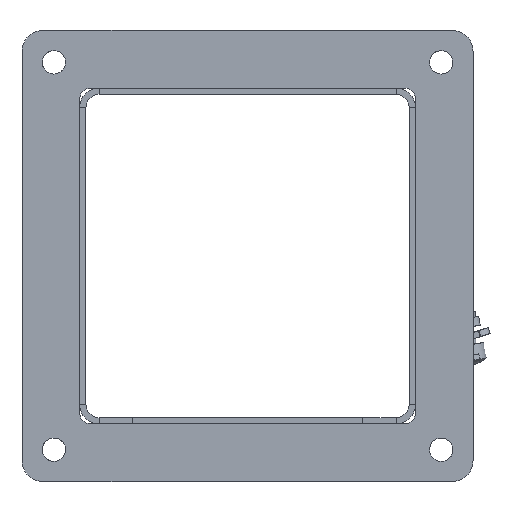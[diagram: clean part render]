
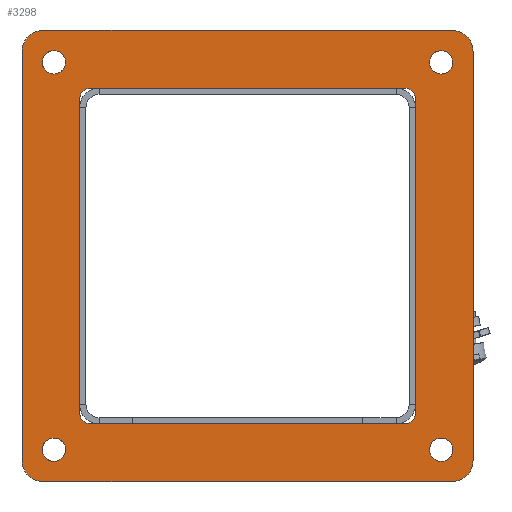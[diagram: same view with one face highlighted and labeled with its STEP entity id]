
A CAD part, front view. The second image highlights one B-rep face of the part: STEP entity #3298.
In plain terms, the highlighted face is planar.
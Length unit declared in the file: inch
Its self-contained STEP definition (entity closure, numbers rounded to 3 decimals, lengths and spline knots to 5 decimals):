
#176=FACE_BOUND($,#622,.T.);
#177=FACE_BOUND($,#623,.T.);
#178=FACE_BOUND($,#624,.T.);
#179=FACE_BOUND($,#625,.T.);
#180=FACE_BOUND($,#626,.T.);
#280=PLANE($,#3552);
#434=FACE_OUTER_BOUND($,#621,.T.);
#621=EDGE_LOOP($,(#2463,#2464,#2465,#2466,#2467,#2468,#2469,#2470));
#622=EDGE_LOOP($,(#2471,#2472,#2473,#2474,#2475,#2476,#2477,#2478));
#623=EDGE_LOOP($,(#2479));
#624=EDGE_LOOP($,(#2480));
#625=EDGE_LOOP($,(#2481));
#626=EDGE_LOOP($,(#2482));
#800=CIRCLE($,#3509,0.125);
#802=CIRCLE($,#3513,0.125);
#804=CIRCLE($,#3517,0.125);
#806=CIRCLE($,#3521,0.125);
#807=CIRCLE($,#3524,0.25);
#816=CIRCLE($,#3536,0.25);
#817=CIRCLE($,#3539,0.25);
#818=CIRCLE($,#3542,0.25);
#819=CIRCLE($,#3544,0.14063);
#820=CIRCLE($,#3546,0.14063);
#821=CIRCLE($,#3548,0.14063);
#822=CIRCLE($,#3550,0.14063);
#963=LINE($,#5002,#1273);
#966=LINE($,#5013,#1276);
#970=LINE($,#5025,#1280);
#973=LINE($,#5034,#1283);
#979=LINE($,#5050,#1289);
#985=LINE($,#5078,#1295);
#988=LINE($,#5086,#1298);
#990=LINE($,#5104,#1300);
#1273=VECTOR($,#3992,3.75);
#1276=VECTOR($,#4003,3.75);
#1280=VECTOR($,#4015,3.75);
#1283=VECTOR($,#4026,3.75);
#1289=VECTOR($,#4040,4.875);
#1295=VECTOR($,#4068,4.875);
#1298=VECTOR($,#4077,4.875);
#1300=VECTOR($,#4101,4.875);
#1561=VERTEX_POINT($,#4992);
#1562=VERTEX_POINT($,#4994);
#1564=VERTEX_POINT($,#5000);
#1567=VERTEX_POINT($,#5007);
#1568=VERTEX_POINT($,#5009);
#1571=VERTEX_POINT($,#5019);
#1572=VERTEX_POINT($,#5021);
#1574=VERTEX_POINT($,#5030);
#1575=VERTEX_POINT($,#5037);
#1576=VERTEX_POINT($,#5038);
#1580=VERTEX_POINT($,#5048);
#1590=VERTEX_POINT($,#5072);
#1591=VERTEX_POINT($,#5076);
#1592=VERTEX_POINT($,#5080);
#1593=VERTEX_POINT($,#5084);
#1594=VERTEX_POINT($,#5088);
#1595=VERTEX_POINT($,#5092);
#1596=VERTEX_POINT($,#5095);
#1597=VERTEX_POINT($,#5098);
#1598=VERTEX_POINT($,#5101);
#1871=EDGE_CURVE($,#1561,#1562,#800,.T.);
#1875=EDGE_CURVE($,#1561,#1564,#963,.T.);
#1878=EDGE_CURVE($,#1567,#1568,#802,.T.);
#1880=EDGE_CURVE($,#1567,#1562,#966,.T.);
#1884=EDGE_CURVE($,#1571,#1572,#804,.T.);
#1886=EDGE_CURVE($,#1571,#1568,#970,.T.);
#1890=EDGE_CURVE($,#1574,#1564,#806,.T.);
#1891=EDGE_CURVE($,#1574,#1572,#973,.T.);
#1893=EDGE_CURVE($,#1575,#1576,#807,.T.);
#1899=EDGE_CURVE($,#1580,#1575,#979,.T.);
#1910=EDGE_CURVE($,#1590,#1580,#816,.T.);
#1913=EDGE_CURVE($,#1591,#1590,#985,.T.);
#1914=EDGE_CURVE($,#1592,#1591,#817,.T.);
#1917=EDGE_CURVE($,#1593,#1592,#988,.T.);
#1918=EDGE_CURVE($,#1594,#1593,#818,.T.);
#1920=EDGE_CURVE($,#1595,#1595,#819,.T.);
#1921=EDGE_CURVE($,#1596,#1596,#820,.T.);
#1922=EDGE_CURVE($,#1597,#1597,#821,.T.);
#1923=EDGE_CURVE($,#1598,#1598,#822,.T.);
#1924=EDGE_CURVE($,#1576,#1594,#990,.T.);
#2463=ORIENTED_EDGE($,*,*,#1893,.F.);
#2464=ORIENTED_EDGE($,*,*,#1899,.F.);
#2465=ORIENTED_EDGE($,*,*,#1910,.F.);
#2466=ORIENTED_EDGE($,*,*,#1913,.F.);
#2467=ORIENTED_EDGE($,*,*,#1914,.F.);
#2468=ORIENTED_EDGE($,*,*,#1917,.F.);
#2469=ORIENTED_EDGE($,*,*,#1918,.F.);
#2470=ORIENTED_EDGE($,*,*,#1924,.F.);
#2471=ORIENTED_EDGE($,*,*,#1875,.T.);
#2472=ORIENTED_EDGE($,*,*,#1890,.F.);
#2473=ORIENTED_EDGE($,*,*,#1891,.T.);
#2474=ORIENTED_EDGE($,*,*,#1884,.F.);
#2475=ORIENTED_EDGE($,*,*,#1886,.T.);
#2476=ORIENTED_EDGE($,*,*,#1878,.F.);
#2477=ORIENTED_EDGE($,*,*,#1880,.T.);
#2478=ORIENTED_EDGE($,*,*,#1871,.F.);
#2479=ORIENTED_EDGE($,*,*,#1920,.T.);
#2480=ORIENTED_EDGE($,*,*,#1921,.T.);
#2481=ORIENTED_EDGE($,*,*,#1922,.T.);
#2482=ORIENTED_EDGE($,*,*,#1923,.T.);
#3298=ADVANCED_FACE($,(#434,#176,#177,#178,#179,#180),#280,.T.);
#3509=AXIS2_PLACEMENT_3D($,#4995,#3985,#3986);
#3513=AXIS2_PLACEMENT_3D($,#5010,#3998,#3999);
#3517=AXIS2_PLACEMENT_3D($,#5022,#4010,#4011);
#3521=AXIS2_PLACEMENT_3D($,#5032,#4022,#4023);
#3524=AXIS2_PLACEMENT_3D($,#5039,#4030,#4031);
#3536=AXIS2_PLACEMENT_3D($,#5073,#4062,#4063);
#3539=AXIS2_PLACEMENT_3D($,#5081,#4071,#4072);
#3542=AXIS2_PLACEMENT_3D($,#5089,#4080,#4081);
#3544=AXIS2_PLACEMENT_3D($,#5093,#4085,#4086);
#3546=AXIS2_PLACEMENT_3D($,#5096,#4089,#4090);
#3548=AXIS2_PLACEMENT_3D($,#5099,#4093,#4094);
#3550=AXIS2_PLACEMENT_3D($,#5102,#4097,#4098);
#3552=AXIS2_PLACEMENT_3D($,#5105,#4102,#4103);
#3985=DIRECTION('center_axis',(0.,0.,1.));
#3986=DIRECTION('ref_axis',(-0.707,-0.707,0.));
#3992=DIRECTION($,(0.,1.,0.));
#3998=DIRECTION('center_axis',(0.,0.,1.));
#3999=DIRECTION('ref_axis',(0.707,-0.707,0.));
#4003=DIRECTION($,(-1.,0.,0.));
#4010=DIRECTION('center_axis',(0.,0.,1.));
#4011=DIRECTION('ref_axis',(0.707,0.707,0.));
#4015=DIRECTION($,(0.,-1.,0.));
#4022=DIRECTION('center_axis',(0.,0.,1.));
#4023=DIRECTION('ref_axis',(-0.707,0.707,0.));
#4026=DIRECTION($,(1.,0.,0.));
#4030=DIRECTION('center_axis',(0.,0.,-1.));
#4031=DIRECTION('ref_axis',(-0.707,-0.707,0.));
#4040=DIRECTION($,(-1.,0.,0.));
#4062=DIRECTION('center_axis',(0.,0.,-1.));
#4063=DIRECTION('ref_axis',(0.707,-0.707,0.));
#4068=DIRECTION($,(0.,-1.,0.));
#4071=DIRECTION('center_axis',(0.,0.,-1.));
#4072=DIRECTION('ref_axis',(0.707,0.707,0.));
#4077=DIRECTION($,(1.,0.,0.));
#4080=DIRECTION('center_axis',(0.,0.,-1.));
#4081=DIRECTION('ref_axis',(-0.707,0.707,0.));
#4085=DIRECTION('center_axis',(0.,0.,-1.));
#4086=DIRECTION('ref_axis',(-1.,0.,0.));
#4089=DIRECTION('center_axis',(0.,0.,-1.));
#4090=DIRECTION('ref_axis',(-1.,0.,0.));
#4093=DIRECTION('center_axis',(0.,0.,-1.));
#4094=DIRECTION('ref_axis',(-1.,0.,0.));
#4097=DIRECTION('center_axis',(0.,0.,-1.));
#4098=DIRECTION('ref_axis',(-1.,0.,0.));
#4101=DIRECTION($,(0.,1.,0.));
#4102=DIRECTION('center_axis',(0.,0.,1.));
#4103=DIRECTION('ref_axis',(1.,0.,0.));
#4992=CARTESIAN_POINT('',(-2.,-1.875,0.125));
#4994=CARTESIAN_POINT('',(-1.875,-2.,0.125));
#4995=CARTESIAN_POINT('Origin',(-1.875,-1.875,0.125));
#5000=CARTESIAN_POINT('',(-2.,1.875,0.125));
#5002=CARTESIAN_POINT($,(-2.,-1.,0.125));
#5007=CARTESIAN_POINT('',(1.875,-2.,0.125));
#5009=CARTESIAN_POINT('',(2.,-1.875,0.125));
#5010=CARTESIAN_POINT('Origin',(1.875,-1.875,0.125));
#5013=CARTESIAN_POINT($,(1.,-2.,0.125));
#5019=CARTESIAN_POINT('',(2.,1.875,0.125));
#5021=CARTESIAN_POINT('',(1.875,2.,0.125));
#5022=CARTESIAN_POINT('Origin',(1.875,1.875,0.125));
#5025=CARTESIAN_POINT($,(2.,1.,0.125));
#5030=CARTESIAN_POINT('',(-1.875,2.,0.125));
#5032=CARTESIAN_POINT('Origin',(-1.875,1.875,0.125));
#5034=CARTESIAN_POINT($,(-1.,2.,0.125));
#5037=CARTESIAN_POINT('',(-2.4375,-2.6875,0.125));
#5038=CARTESIAN_POINT('',(-2.6875,-2.4375,0.125));
#5039=CARTESIAN_POINT('Origin',(-2.4375,-2.4375,0.125));
#5048=CARTESIAN_POINT('',(2.4375,-2.6875,0.125));
#5050=CARTESIAN_POINT($,(-2.6875,-2.6875,0.125));
#5072=CARTESIAN_POINT('',(2.6875,-2.4375,0.125));
#5073=CARTESIAN_POINT('Origin',(2.4375,-2.4375,0.125));
#5076=CARTESIAN_POINT('',(2.6875,2.4375,0.125));
#5078=CARTESIAN_POINT($,(2.6875,-2.6875,0.125));
#5080=CARTESIAN_POINT('',(2.4375,2.6875,0.125));
#5081=CARTESIAN_POINT('Origin',(2.4375,2.4375,0.125));
#5084=CARTESIAN_POINT('',(-2.4375,2.6875,0.125));
#5086=CARTESIAN_POINT($,(2.6875,2.6875,0.125));
#5088=CARTESIAN_POINT('',(-2.6875,2.4375,0.125));
#5089=CARTESIAN_POINT('Origin',(-2.4375,2.4375,0.125));
#5092=CARTESIAN_POINT('',(-2.16688,2.3075,0.125));
#5093=CARTESIAN_POINT('Origin',(-2.3075,2.3075,0.125));
#5095=CARTESIAN_POINT('',(-2.16688,-2.3075,0.125));
#5096=CARTESIAN_POINT('Origin',(-2.3075,-2.3075,0.125));
#5098=CARTESIAN_POINT('',(2.44813,-2.3075,0.125));
#5099=CARTESIAN_POINT('Origin',(2.3075,-2.3075,0.125));
#5101=CARTESIAN_POINT('',(2.44813,2.3075,0.125));
#5102=CARTESIAN_POINT('Origin',(2.3075,2.3075,0.125));
#5104=CARTESIAN_POINT($,(-2.6875,2.6875,0.125));
#5105=CARTESIAN_POINT('Origin',(0.,0.,
0.125));
